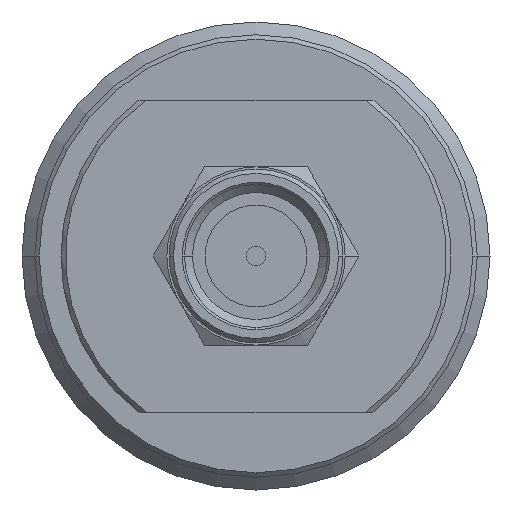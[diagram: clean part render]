
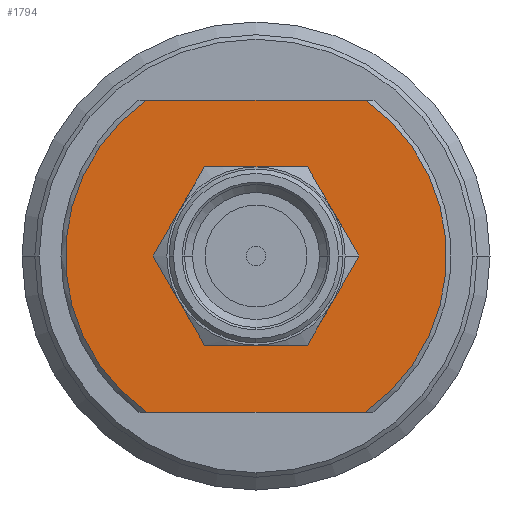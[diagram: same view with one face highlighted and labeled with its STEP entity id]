
A CAD part, left-side view. The second image highlights one B-rep face of the part: STEP entity #1794.
In plain terms, the highlighted planar face has unit normal (-1, 0, 0).
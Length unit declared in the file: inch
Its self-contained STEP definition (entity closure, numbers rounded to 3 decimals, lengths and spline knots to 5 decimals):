
#3 = CARTESIAN_POINT ( 'NONE',  ( 0.37992, 0., 0. ) ) ;
#7 = VECTOR ( 'NONE', #1538, 39.37008 ) ;
#36 = FACE_OUTER_BOUND ( 'NONE', #1530, .T. ) ;
#51 = DIRECTION ( 'NONE',  ( -1., 0., 0. ) ) ;
#137 = VERTEX_POINT ( 'NONE', #1519 ) ;
#290 = DIRECTION ( 'NONE',  ( -1., 0., 0. ) ) ;
#328 = VERTEX_POINT ( 'NONE', #1656 ) ;
#336 = DIRECTION ( 'NONE',  ( 0., -1., 0. ) ) ;
#421 = CARTESIAN_POINT ( 'NONE',  ( 0.37992, -0.19328, -0.27559 ) ) ;
#462 = ORIENTED_EDGE ( 'NONE', *, *, #701, .T. ) ;
#482 = DIRECTION ( 'NONE',  ( 0., 1., 0. ) ) ;
#501 = CARTESIAN_POINT ( 'NONE',  ( 0.37992, 0.125, 0. ) ) ;
#511 = CARTESIAN_POINT ( 'NONE',  ( 0.37992, 0., 0. ) ) ;
#549 = ORIENTED_EDGE ( 'NONE', *, *, #1846, .T. ) ;
#658 = FACE_BOUND ( 'NONE', #1746, .T. ) ;
#701 = EDGE_CURVE ( 'NONE', #779, #722, #1540, .T. ) ;
#720 = DIRECTION ( 'NONE',  ( 0., 1., 0. ) ) ;
#722 = VERTEX_POINT ( 'NONE', #1380 ) ;
#779 = VERTEX_POINT ( 'NONE', #501 ) ;
#912 = DIRECTION ( 'NONE',  ( -1., 0., 0. ) ) ;
#1022 = AXIS2_PLACEMENT_3D ( 'NONE', #1593, #2287, #720 ) ;
#1194 = DIRECTION ( 'NONE',  ( 0., 0.574, 0.819 ) ) ;
#1358 = CIRCLE ( 'NONE', #2872, 0.33661 ) ;
#1376 = EDGE_CURVE ( 'NONE', #779, #722, #2731, .T. ) ;
#1380 = CARTESIAN_POINT ( 'NONE',  ( 0.37992, -0.125, 0. ) ) ;
#1473 = CARTESIAN_POINT ( 'NONE',  ( 0.37992, 0.19328, 0.27559 ) ) ;
#1519 = CARTESIAN_POINT ( 'NONE',  ( 0.37992, 0.19328, 0.27559 ) ) ;
#1530 = EDGE_LOOP ( 'NONE', ( #549, #1624, #2653, #2743 ) ) ;
#1536 = EDGE_CURVE ( 'NONE', #137, #328, #2376, .T. ) ;
#1538 = DIRECTION ( 'NONE',  ( 0., 1., 0. ) ) ;
#1540 = CIRCLE ( 'NONE', #2013, 0.125 ) ;
#1589 = PLANE ( 'NONE',  #1599 ) ;
#1593 = CARTESIAN_POINT ( 'NONE',  ( 0.37992, 0., 0. ) ) ;
#1599 = AXIS2_PLACEMENT_3D ( 'NONE', #2314, #912, #2035 ) ;
#1624 = ORIENTED_EDGE ( 'NONE', *, *, #1536, .F. ) ;
#1650 = CIRCLE ( 'NONE', #2173, 0.33661 ) ;
#1656 = CARTESIAN_POINT ( 'NONE',  ( 0.37992, -0.19328, 0.27559 ) ) ;
#1745 = VERTEX_POINT ( 'NONE', #421 ) ;
#1746 = EDGE_LOOP ( 'NONE', ( #462, #1870 ) ) ;
#1794 = ADVANCED_FACE ( 'NONE', ( #658, #36 ), #1589, .T. ) ;
#1809 = CARTESIAN_POINT ( 'NONE',  ( 0.37992, 0.19328, -0.27559 ) ) ;
#1846 = EDGE_CURVE ( 'NONE', #1745, #328, #1358, .T. ) ;
#1870 = ORIENTED_EDGE ( 'NONE', *, *, #1376, .F. ) ;
#1888 = DIRECTION ( 'NONE',  ( 1., 0., 0. ) ) ;
#1912 = VERTEX_POINT ( 'NONE', #1809 ) ;
#1924 = VECTOR ( 'NONE', #336, 39.37008 ) ;
#1983 = CARTESIAN_POINT ( 'NONE',  ( 0.37992, -0.19328, -0.27559 ) ) ;
#2007 = EDGE_CURVE ( 'NONE', #137, #1912, #1650, .T. ) ;
#2013 = AXIS2_PLACEMENT_3D ( 'NONE', #2302, #1888, #482 ) ;
#2035 = DIRECTION ( 'NONE',  ( 0., 0., 1. ) ) ;
#2173 = AXIS2_PLACEMENT_3D ( 'NONE', #511, #290, #1194 ) ;
#2287 = DIRECTION ( 'NONE',  ( -1., 0., 0. ) ) ;
#2302 = CARTESIAN_POINT ( 'NONE',  ( 0.37992, 0., 0. ) ) ;
#2314 = CARTESIAN_POINT ( 'NONE',  ( 0.37992, 0., 0. ) ) ;
#2376 = LINE ( 'NONE', #1473, #1924 ) ;
#2540 = DIRECTION ( 'NONE',  ( 0., -0.574, -0.819 ) ) ;
#2653 = ORIENTED_EDGE ( 'NONE', *, *, #2007, .T. ) ;
#2731 = CIRCLE ( 'NONE', #1022, 0.125 ) ;
#2743 = ORIENTED_EDGE ( 'NONE', *, *, #2787, .F. ) ;
#2787 = EDGE_CURVE ( 'NONE', #1745, #1912, #2874, .T. ) ;
#2872 = AXIS2_PLACEMENT_3D ( 'NONE', #3, #51, #2540 ) ;
#2874 = LINE ( 'NONE', #1983, #7 ) ;
